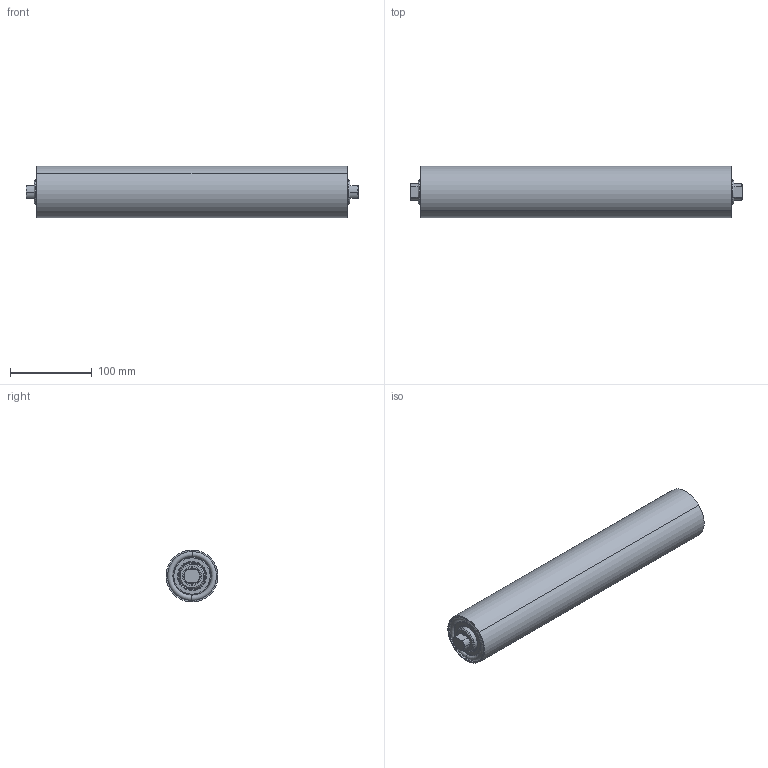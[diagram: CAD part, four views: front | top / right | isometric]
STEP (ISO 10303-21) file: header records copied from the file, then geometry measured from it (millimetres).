
FILE_DESCRIPTION (( 'STEP AP214' ), '1' );
FILE_NAME ('0025879.step', '2026-03-19T10:31:29', ( '' ), ( '' ), 'SwSTEP 2.0', 'SolidWorks 2020', '' );
FILE_SCHEMA (( 'AUTOMOTIVE_DESIGN' ));
Length unit declared in the file: millimetre
Products named in the file (1): 0025879
Bounding box: 406 x 63.3 x 63.3 mm (x, y, z)
Volume: 350512.2 mm3; surface area: 290156.6 mm2
Topology: 22 solids, 22 shells, 498 faces, 1088 edges, 680 vertices
Faces by surface type: cylinder 220, torus 128, plane 102, cone 38, sphere 10
Entity records: 19915 total; most frequent: DIRECTION 2816, CARTESIAN_POINT 2643, ORIENTED_EDGE 2144, AXIS2_PLACEMENT_3D 1267, EDGE_CURVE 1072, CIRCLE 770, VERTEX_POINT 672, EDGE_LOOP 594
